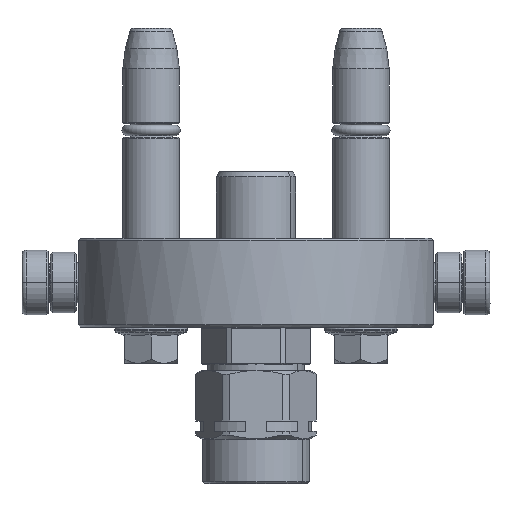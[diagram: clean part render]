
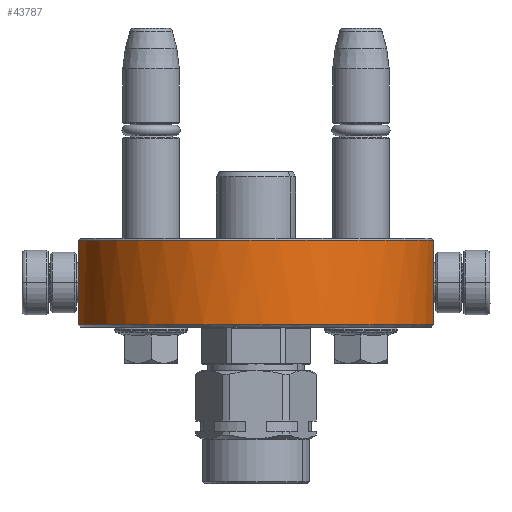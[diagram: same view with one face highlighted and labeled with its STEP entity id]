
A CAD part, left-side view. The second image highlights one B-rep face of the part: STEP entity #43787.
In plain terms, the highlighted cylindrical face has radius 44.75 mm (diameter 89.5 mm), a partial arc.
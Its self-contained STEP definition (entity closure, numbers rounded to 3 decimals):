
#1667 = CARTESIAN_POINT ( 'NONE',  ( -42.964, -12.78, -0.5 ) ) ;
#52441 = CARTESIAN_POINT ( 'NONE',  ( -13.205, 42.836, -21.5 ) ) ;
#2026 = CARTESIAN_POINT ( 'NONE',  ( -44.75, 2.587, -0.5 ) ) ;
#2190 = CARTESIAN_POINT ( 'NONE',  ( -30.926, -32.448, -0.5 ) ) ;
#3497 = CARTESIAN_POINT ( 'NONE',  ( -30.926, 32.448, -21.5 ) ) ;
#3850 = CARTESIAN_POINT ( 'NONE',  ( -44.75, -2.587, -21.5 ) ) ;
#4022 = CARTESIAN_POINT ( 'NONE',  ( -10.702, 43.528, -21.5 ) ) ;
#4451 = CARTESIAN_POINT ( 'NONE',  ( -8.159, 44., -21.5 ) ) ;
#5877 = CARTESIAN_POINT ( 'NONE',  ( -10.702, 43.528, -0.5 ) ) ;
#6220 = CARTESIAN_POINT ( 'NONE',  ( -40.114, 20.002, -0.5 ) ) ;
#6402 = CARTESIAN_POINT ( 'NONE',  ( -8.159, -44., -0.5 ) ) ;
#7368 = CARTESIAN_POINT ( 'NONE',  ( -24.862, -37.298, -21.5 ) ) ;
#7555 = CARTESIAN_POINT ( 'NONE',  ( -43.632, 10.27, -21.5 ) ) ;
#8000 = B_SPLINE_CURVE_WITH_KNOTS ( 'NONE', 3,
 ( #30376, #5877, #21937, #50778, #50248, #41886, #17864, #18208, #42054, #26167, #10070, #6220, #34094, #42584, #46510, #38324, #2026, #14153, #34634, #26338, #1667, #46147, #9900, #38499, #22468, #14327, #2190, #13611, #42407, #26516, #10429, #18399, #46689, #6402 ),
 .UNSPECIFIED., .F., .F.,
 ( 4, 2, 2, 2, 2, 2, 2, 2, 2, 2, 2, 2, 2, 2, 2, 2, 4 ),
 ( 0., 0.063, 0.125, 0.188, 0.25, 0.313, 0.375, 0.438, 0.5, 0.563, 0.625, 0.688, 0.75, 0.813, 0.875, 0.938, 1. ),
 .UNSPECIFIED. ) ;
#8332 = EDGE_CURVE ( 'NONE', #35596, #35816, #8000, .T. ) ;
#9900 = CARTESIAN_POINT ( 'NONE',  ( -40.114, -20.002, -0.5 ) ) ;
#10070 = CARTESIAN_POINT ( 'NONE',  ( -37.542, 24.492, -0.5 ) ) ;
#10429 = CARTESIAN_POINT ( 'NONE',  ( -18.053, -41.028, -0.5 ) ) ;
#11933 = CARTESIAN_POINT ( 'NONE',  ( -44.75, 2.587, -21.5 ) ) ;
#12233 = EDGE_CURVE ( 'NONE', #35816, #13390, #24093, .T. ) ;
#12797 = EDGE_CURVE ( 'NONE', #35596, #27012, #31596, .T. ) ;
#13390 = VERTEX_POINT ( 'NONE', #13474 ) ;
#13474 = CARTESIAN_POINT ( 'NONE',  ( -8.159, -44., -21.5 ) ) ;
#13611 = CARTESIAN_POINT ( 'NONE',  ( -26.98, -35.795, -0.5 ) ) ;
#14153 = CARTESIAN_POINT ( 'NONE',  ( -44.75, -2.587, -0.5 ) ) ;
#14327 = CARTESIAN_POINT ( 'NONE',  ( -32.753, -30.603, -0.5 ) ) ;
#15494 = CARTESIAN_POINT ( 'NONE',  ( -10.702, -43.528, -21.5 ) ) ;
#16025 = CARTESIAN_POINT ( 'NONE',  ( -41.205, 17.646, -21.5 ) ) ;
#17767 = B_SPLINE_CURVE_WITH_KNOTS ( 'NONE', 3,
 ( #23959, #15494, #19902, #28003, #43741, #7368, #35607, #27654, #44448, #39828, #19561, #48215, #20259, #44266, #23605, #52112, #3850, #11933, #40172, #7555, #40005, #16025, #47856, #20071, #48388, #48555, #3497, #24304, #28170, #48035, #24138, #52441, #4022, #32221 ),
 .UNSPECIFIED., .F., .F.,
 ( 4, 2, 2, 2, 2, 2, 2, 2, 2, 2, 2, 2, 2, 2, 2, 2, 4 ),
 ( 0., 0.062, 0.125, 0.187, 0.25, 0.312, 0.375, 0.437, 0.5, 0.562, 0.625, 0.687, 0.75, 0.812, 0.875, 0.937, 1. ),
 .UNSPECIFIED. ) ;
#17864 = CARTESIAN_POINT ( 'NONE',  ( -26.98, 35.795, -0.5 ) ) ;
#18208 = CARTESIAN_POINT ( 'NONE',  ( -30.926, 32.448, -0.5 ) ) ;
#18399 = CARTESIAN_POINT ( 'NONE',  ( -13.205, -42.836, -0.5 ) ) ;
#18664 = CARTESIAN_POINT ( 'NONE',  ( -8.159, -44., -0.5 ) ) ;
#18706 = CARTESIAN_POINT ( 'NONE',  ( -8.159, -44., -0.5 ) ) ;
#19561 = CARTESIAN_POINT ( 'NONE',  ( -37.542, -24.492, -21.5 ) ) ;
#19902 = CARTESIAN_POINT ( 'NONE',  ( -13.205, -42.836, -21.5 ) ) ;
#20071 = CARTESIAN_POINT ( 'NONE',  ( -37.542, 24.492, -21.5 ) ) ;
#20259 = CARTESIAN_POINT ( 'NONE',  ( -41.205, -17.646, -21.5 ) ) ;
#20304 = AXIS2_PLACEMENT_3D ( 'NONE', #37892, #49799, #41266 ) ;
#21860 = EDGE_CURVE ( 'NONE', #13390, #27012, #17767, .T. ) ;
#21937 = CARTESIAN_POINT ( 'NONE',  ( -13.205, 42.836, -0.5 ) ) ;
#22468 = CARTESIAN_POINT ( 'NONE',  ( -36.061, -26.624, -0.5 ) ) ;
#23251 = DIRECTION ( 'NONE',  ( 0., 0., -1. ) ) ;
#23605 = CARTESIAN_POINT ( 'NONE',  ( -43.632, -10.27, -21.5 ) ) ;
#23959 = CARTESIAN_POINT ( 'NONE',  ( -8.159, -44., -21.5 ) ) ;
#24093 = LINE ( 'NONE', #18664, #41146 ) ;
#24138 = CARTESIAN_POINT ( 'NONE',  ( -18.053, 41.028, -21.5 ) ) ;
#24304 = CARTESIAN_POINT ( 'NONE',  ( -26.98, 35.795, -21.5 ) ) ;
#26167 = CARTESIAN_POINT ( 'NONE',  ( -36.061, 26.624, -0.5 ) ) ;
#26338 = CARTESIAN_POINT ( 'NONE',  ( -43.632, -10.27, -0.5 ) ) ;
#26516 = CARTESIAN_POINT ( 'NONE',  ( -20.399, -39.914, -0.5 ) ) ;
#27012 = VERTEX_POINT ( 'NONE', #4451 ) ;
#27654 = CARTESIAN_POINT ( 'NONE',  ( -30.926, -32.448, -21.5 ) ) ;
#27827 = VECTOR ( 'NONE', #39408, 1000. ) ;
#28003 = CARTESIAN_POINT ( 'NONE',  ( -18.053, -41.028, -21.5 ) ) ;
#28170 = CARTESIAN_POINT ( 'NONE',  ( -24.862, 37.298, -21.5 ) ) ;
#29758 = CYLINDRICAL_SURFACE ( 'NONE', #20304, 44.75 ) ;
#30376 = CARTESIAN_POINT ( 'NONE',  ( -8.159, 44., -0.5 ) ) ;
#31596 = LINE ( 'NONE', #34485, #27827 ) ;
#32221 = CARTESIAN_POINT ( 'NONE',  ( -8.159, 44., -21.5 ) ) ;
#32304 = FACE_OUTER_BOUND ( 'NONE', #51268, .T. ) ;
#34094 = CARTESIAN_POINT ( 'NONE',  ( -41.205, 17.646, -0.5 ) ) ;
#34443 = ORIENTED_EDGE ( 'NONE', *, *, #12233, .F. ) ;
#34485 = CARTESIAN_POINT ( 'NONE',  ( -8.159, 44., -0.5 ) ) ;
#34634 = CARTESIAN_POINT ( 'NONE',  ( -44.525, -5.174, -0.5 ) ) ;
#35596 = VERTEX_POINT ( 'NONE', #47762 ) ;
#35607 = CARTESIAN_POINT ( 'NONE',  ( -26.98, -35.795, -21.5 ) ) ;
#35816 = VERTEX_POINT ( 'NONE', #18706 ) ;
#37892 = CARTESIAN_POINT ( 'NONE',  ( 0., 0., 0. ) ) ;
#38324 = CARTESIAN_POINT ( 'NONE',  ( -44.525, 5.174, -0.5 ) ) ;
#38499 = CARTESIAN_POINT ( 'NONE',  ( -37.542, -24.492, -0.5 ) ) ;
#39408 = DIRECTION ( 'NONE',  ( 0., 0., -1. ) ) ;
#39828 = CARTESIAN_POINT ( 'NONE',  ( -36.061, -26.624, -21.5 ) ) ;
#40005 = CARTESIAN_POINT ( 'NONE',  ( -42.964, 12.78, -21.5 ) ) ;
#40172 = CARTESIAN_POINT ( 'NONE',  ( -44.525, 5.174, -21.5 ) ) ;
#41146 = VECTOR ( 'NONE', #23251, 1000. ) ;
#41266 = DIRECTION ( 'NONE',  ( 1., 0., 0. ) ) ;
#41886 = CARTESIAN_POINT ( 'NONE',  ( -24.862, 37.298, -0.5 ) ) ;
#42054 = CARTESIAN_POINT ( 'NONE',  ( -32.753, 30.603, -0.5 ) ) ;
#42407 = CARTESIAN_POINT ( 'NONE',  ( -24.862, -37.298, -0.5 ) ) ;
#42584 = CARTESIAN_POINT ( 'NONE',  ( -42.964, 12.78, -0.5 ) ) ;
#42934 = ORIENTED_EDGE ( 'NONE', *, *, #8332, .F. ) ;
#43437 = ORIENTED_EDGE ( 'NONE', *, *, #12797, .T. ) ;
#43741 = CARTESIAN_POINT ( 'NONE',  ( -20.399, -39.914, -21.5 ) ) ;
#43787 = ADVANCED_FACE ( 'NONE', ( #32304 ), #29758, .T. ) ;
#44266 = CARTESIAN_POINT ( 'NONE',  ( -42.964, -12.78, -21.5 ) ) ;
#44448 = CARTESIAN_POINT ( 'NONE',  ( -32.753, -30.603, -21.5 ) ) ;
#46147 = CARTESIAN_POINT ( 'NONE',  ( -41.205, -17.646, -0.5 ) ) ;
#46442 = ORIENTED_EDGE ( 'NONE', *, *, #21860, .F. ) ;
#46510 = CARTESIAN_POINT ( 'NONE',  ( -43.632, 10.27, -0.5 ) ) ;
#46689 = CARTESIAN_POINT ( 'NONE',  ( -10.702, -43.528, -0.5 ) ) ;
#47762 = CARTESIAN_POINT ( 'NONE',  ( -8.159, 44., -0.5 ) ) ;
#47856 = CARTESIAN_POINT ( 'NONE',  ( -40.114, 20.002, -21.5 ) ) ;
#48035 = CARTESIAN_POINT ( 'NONE',  ( -20.399, 39.914, -21.5 ) ) ;
#48215 = CARTESIAN_POINT ( 'NONE',  ( -40.114, -20.002, -21.5 ) ) ;
#48388 = CARTESIAN_POINT ( 'NONE',  ( -36.061, 26.624, -21.5 ) ) ;
#48555 = CARTESIAN_POINT ( 'NONE',  ( -32.753, 30.603, -21.5 ) ) ;
#49799 = DIRECTION ( 'NONE',  ( 0., 0., -1. ) ) ;
#50248 = CARTESIAN_POINT ( 'NONE',  ( -20.399, 39.914, -0.5 ) ) ;
#50778 = CARTESIAN_POINT ( 'NONE',  ( -18.053, 41.028, -0.5 ) ) ;
#51268 = EDGE_LOOP ( 'NONE', ( #43437, #46442, #34443, #42934 ) ) ;
#52112 = CARTESIAN_POINT ( 'NONE',  ( -44.525, -5.174, -21.5 ) ) ;
